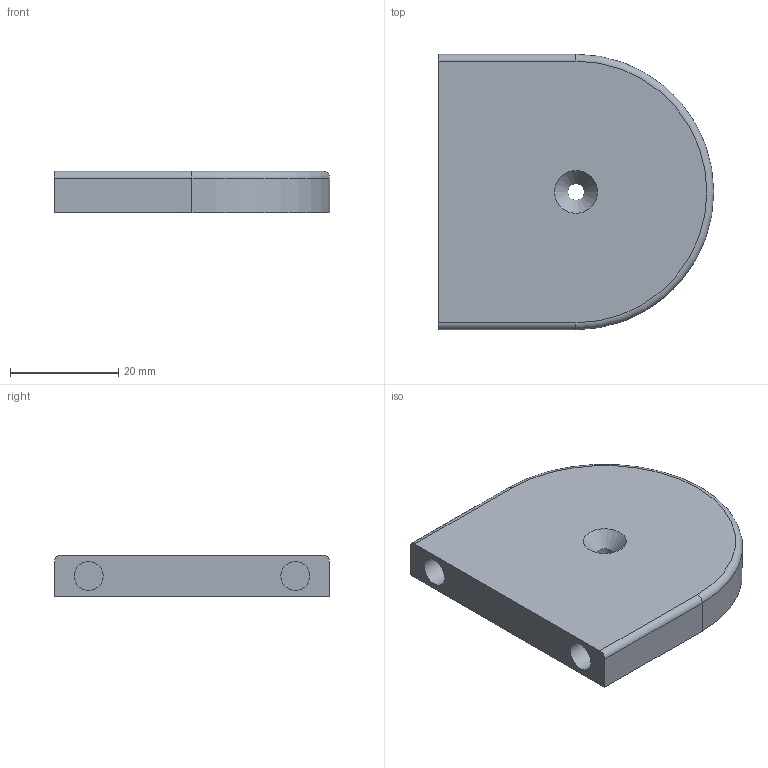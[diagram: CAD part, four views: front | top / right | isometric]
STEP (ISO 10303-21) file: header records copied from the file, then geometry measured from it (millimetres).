
FILE_DESCRIPTION(/* description */ (''),/* implementation_level */ '2;1');
FILE_NAME(/* name */ 'Wall Mount v1.step',/* time_stamp */ '2024-07-02T18:02:22-05:00',/* author */ (''),/* organization */ (''),/* preprocessor_version */ 'ST-DEVELOPER v20',/* originating_system */ 'Autodesk Translation Framework v13.14.0.145',/* authorisation */ '');
FILE_SCHEMA (('AUTOMOTIVE_DESIGN { 1 0 10303 214 3 1 1 }'));
Length unit declared in the file: inch
Products named in the file (1): Wall Mount
Bounding box: 50.8 x 50.8 x 7.62 mm (x, y, z)
Volume: 16837.4 mm3; surface area: 6396.6 mm2
Topology: 1 solids, 1 shells, 15 faces, 30 edges, 19 vertices
Faces by surface type: plane 7, cylinder 6, torus 1, cone 1
Full cylindrical faces by diameter (mm): 3.048 x1, 5.334 x2
Entity records: 433 total; most frequent: DIRECTION 76, CARTESIAN_POINT 65, ORIENTED_EDGE 60, EDGE_CURVE 30, AXIS2_PLACEMENT_3D 30, EDGE_LOOP 19, VERTEX_POINT 19, LINE 16
